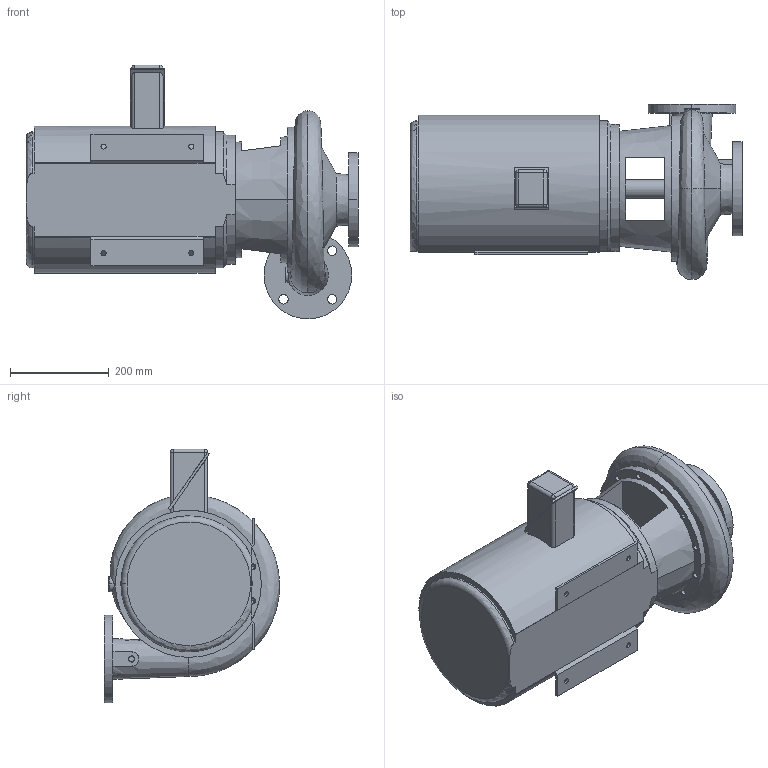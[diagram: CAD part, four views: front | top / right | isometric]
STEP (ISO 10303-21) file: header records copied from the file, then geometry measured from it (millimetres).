
FILE_DESCRIPTION((''),'2;1');
FILE_NAME('001_E1531_Y_FLANGE_ASM','2024-12-12T19:33:55',('Administrator'),(''),'CREO PARAMETRIC BY PTC INC, 2020414','CREO PARAMETRIC BY PTC INC, 2020414','');
FILE_SCHEMA(('AUTOMOTIVE_DESIGN { 1 0 10303 214 1 1 1 1 }'));
Length unit declared in the file: inch
Products named in the file (5): 2_5BB_NO_FOOT; BG-E1531-250BB-215-SS-A; BG-E1531-250BB-215-SS-M; BG-E1531-250BB-215-SS_ASM; 001_E1531_Y_FLANGE_ASM
Assembly tree (4 placements, depth 3):
  001_E1531_Y_FLANGE_ASM
    BG-E1531-250BB-215-SS_ASM
      2_5BB_NO_FOOT
      BG-E1531-250BB-215-SS-A
      BG-E1531-250BB-215-SS-M
Bounding box: 673.1 x 355.62 x 514.35 mm (x, y, z)
Volume: 38079764.5 mm3; surface area: 1326224.8 mm2
Topology: 3 solids, 3 shells, 249 faces, 630 edges, 429 vertices
Faces by surface type: cylinder 103, plane 69, cone 64, torus 5, bspline 4, sphere 4
Entity records: 11003 total; most frequent: CARTESIAN_POINT 2390, DIRECTION 1349, ORIENTED_EDGE 1146, PRESENTATION_STYLE_ASSIGNMENT 642, STYLED_ITEM 612, CURVE_STYLE 609, EDGE_CURVE 573, AXIS2_PLACEMENT_3D 528
